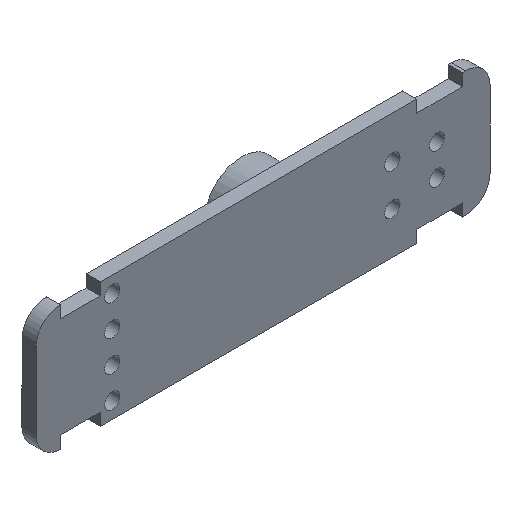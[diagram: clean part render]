
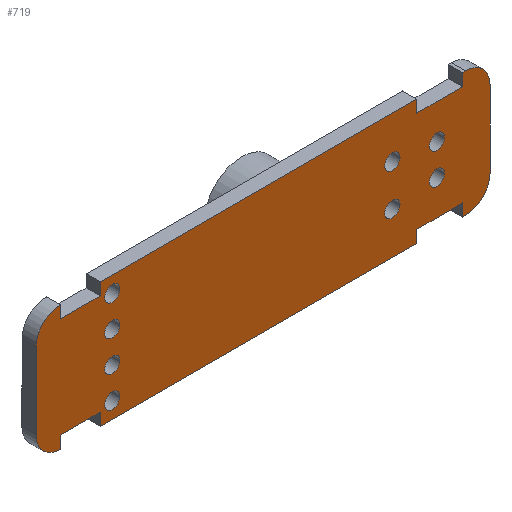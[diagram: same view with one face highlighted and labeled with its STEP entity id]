
A CAD part, isometric view. The second image highlights one B-rep face of the part: STEP entity #719.
In plain terms, the highlighted planar face has unit normal (0, -1, 0).
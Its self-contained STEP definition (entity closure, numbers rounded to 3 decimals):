
#23=FACE_BOUND('',#129,.T.);
#24=FACE_BOUND('',#130,.T.);
#25=FACE_BOUND('',#131,.T.);
#26=FACE_BOUND('',#132,.T.);
#27=FACE_BOUND('',#133,.T.);
#28=FACE_BOUND('',#134,.T.);
#29=FACE_BOUND('',#135,.T.);
#30=FACE_BOUND('',#136,.T.);
#51=PLANE('',#802);
#85=FACE_OUTER_BOUND('',#128,.T.);
#128=EDGE_LOOP('',(#608,#609,#610,#611,#612,#613,#614,#615,#616,#617,#618,
#619,#620,#621,#622,#623,#624,#625,#626,#627,#628,#629));
#129=EDGE_LOOP('',(#630));
#130=EDGE_LOOP('',(#631));
#131=EDGE_LOOP('',(#632));
#132=EDGE_LOOP('',(#633));
#133=EDGE_LOOP('',(#634));
#134=EDGE_LOOP('',(#635));
#135=EDGE_LOOP('',(#636));
#136=EDGE_LOOP('',(#637));
#146=LINE('',#1051,#213);
#150=LINE('',#1059,#217);
#153=LINE('',#1065,#220);
#156=LINE('',#1071,#223);
#159=LINE('',#1077,#226);
#162=LINE('',#1083,#229);
#165=LINE('',#1089,#232);
#168=LINE('',#1095,#235);
#172=LINE('',#1107,#239);
#176=LINE('',#1119,#243);
#179=LINE('',#1125,#246);
#182=LINE('',#1131,#249);
#185=LINE('',#1137,#252);
#188=LINE('',#1143,#255);
#191=LINE('',#1149,#258);
#194=LINE('',#1155,#261);
#197=LINE('',#1161,#264);
#201=LINE('',#1173,#268);
#213=VECTOR('',#872,10.);
#217=VECTOR('',#878,10.);
#220=VECTOR('',#883,10.);
#223=VECTOR('',#888,10.);
#226=VECTOR('',#893,10.);
#229=VECTOR('',#898,10.);
#232=VECTOR('',#903,10.);
#235=VECTOR('',#908,10.);
#239=VECTOR('',#920,10.);
#243=VECTOR('',#932,10.);
#246=VECTOR('',#937,10.);
#249=VECTOR('',#942,10.);
#252=VECTOR('',#947,10.);
#255=VECTOR('',#952,10.);
#258=VECTOR('',#957,10.);
#261=VECTOR('',#962,10.);
#264=VECTOR('',#967,10.);
#268=VECTOR('',#979,10.);
#274=CIRCLE('',#749,0.625);
#276=CIRCLE('',#752,0.625);
#278=CIRCLE('',#755,0.625);
#280=CIRCLE('',#758,0.625);
#282=CIRCLE('',#761,0.625);
#284=CIRCLE('',#764,0.625);
#286=CIRCLE('',#767,0.625);
#288=CIRCLE('',#770,0.625);
#289=CIRCLE('',#780,2.);
#291=CIRCLE('',#784,2.);
#293=CIRCLE('',#795,2.);
#295=CIRCLE('',#799,2.);
#300=VERTEX_POINT('',#1003);
#302=VERTEX_POINT('',#1009);
#304=VERTEX_POINT('',#1015);
#306=VERTEX_POINT('',#1021);
#308=VERTEX_POINT('',#1027);
#310=VERTEX_POINT('',#1033);
#312=VERTEX_POINT('',#1039);
#314=VERTEX_POINT('',#1045);
#315=VERTEX_POINT('',#1049);
#316=VERTEX_POINT('',#1050);
#319=VERTEX_POINT('',#1058);
#321=VERTEX_POINT('',#1064);
#323=VERTEX_POINT('',#1070);
#325=VERTEX_POINT('',#1076);
#327=VERTEX_POINT('',#1082);
#329=VERTEX_POINT('',#1088);
#331=VERTEX_POINT('',#1094);
#333=VERTEX_POINT('',#1100);
#335=VERTEX_POINT('',#1106);
#337=VERTEX_POINT('',#1112);
#339=VERTEX_POINT('',#1118);
#341=VERTEX_POINT('',#1124);
#343=VERTEX_POINT('',#1130);
#345=VERTEX_POINT('',#1136);
#347=VERTEX_POINT('',#1142);
#349=VERTEX_POINT('',#1148);
#351=VERTEX_POINT('',#1154);
#353=VERTEX_POINT('',#1160);
#355=VERTEX_POINT('',#1166);
#357=VERTEX_POINT('',#1172);
#364=EDGE_CURVE('',#300,#300,#274,.T.);
#367=EDGE_CURVE('',#302,#302,#276,.T.);
#370=EDGE_CURVE('',#304,#304,#278,.T.);
#373=EDGE_CURVE('',#306,#306,#280,.T.);
#376=EDGE_CURVE('',#308,#308,#282,.T.);
#379=EDGE_CURVE('',#310,#310,#284,.T.);
#382=EDGE_CURVE('',#312,#312,#286,.T.);
#385=EDGE_CURVE('',#314,#314,#288,.T.);
#386=EDGE_CURVE('',#315,#316,#146,.T.);
#390=EDGE_CURVE('',#319,#315,#150,.T.);
#393=EDGE_CURVE('',#321,#319,#153,.T.);
#396=EDGE_CURVE('',#323,#321,#156,.T.);
#399=EDGE_CURVE('',#325,#323,#159,.T.);
#402=EDGE_CURVE('',#327,#325,#162,.T.);
#405=EDGE_CURVE('',#329,#327,#165,.T.);
#408=EDGE_CURVE('',#331,#329,#168,.T.);
#411=EDGE_CURVE('',#333,#331,#289,.T.);
#414=EDGE_CURVE('',#335,#333,#172,.T.);
#417=EDGE_CURVE('',#337,#335,#291,.T.);
#420=EDGE_CURVE('',#339,#337,#176,.T.);
#423=EDGE_CURVE('',#341,#339,#179,.T.);
#426=EDGE_CURVE('',#343,#341,#182,.T.);
#429=EDGE_CURVE('',#345,#343,#185,.T.);
#432=EDGE_CURVE('',#347,#345,#188,.T.);
#435=EDGE_CURVE('',#349,#347,#191,.T.);
#438=EDGE_CURVE('',#351,#349,#194,.T.);
#441=EDGE_CURVE('',#353,#351,#197,.T.);
#444=EDGE_CURVE('',#355,#353,#293,.T.);
#447=EDGE_CURVE('',#357,#355,#201,.T.);
#450=EDGE_CURVE('',#316,#357,#295,.T.);
#608=ORIENTED_EDGE('',*,*,#450,.F.);
#609=ORIENTED_EDGE('',*,*,#386,.F.);
#610=ORIENTED_EDGE('',*,*,#390,.F.);
#611=ORIENTED_EDGE('',*,*,#393,.F.);
#612=ORIENTED_EDGE('',*,*,#396,.F.);
#613=ORIENTED_EDGE('',*,*,#399,.F.);
#614=ORIENTED_EDGE('',*,*,#402,.F.);
#615=ORIENTED_EDGE('',*,*,#405,.F.);
#616=ORIENTED_EDGE('',*,*,#408,.F.);
#617=ORIENTED_EDGE('',*,*,#411,.F.);
#618=ORIENTED_EDGE('',*,*,#414,.F.);
#619=ORIENTED_EDGE('',*,*,#417,.F.);
#620=ORIENTED_EDGE('',*,*,#420,.F.);
#621=ORIENTED_EDGE('',*,*,#423,.F.);
#622=ORIENTED_EDGE('',*,*,#426,.F.);
#623=ORIENTED_EDGE('',*,*,#429,.F.);
#624=ORIENTED_EDGE('',*,*,#432,.F.);
#625=ORIENTED_EDGE('',*,*,#435,.F.);
#626=ORIENTED_EDGE('',*,*,#438,.F.);
#627=ORIENTED_EDGE('',*,*,#441,.F.);
#628=ORIENTED_EDGE('',*,*,#444,.F.);
#629=ORIENTED_EDGE('',*,*,#447,.F.);
#630=ORIENTED_EDGE('',*,*,#385,.F.);
#631=ORIENTED_EDGE('',*,*,#382,.F.);
#632=ORIENTED_EDGE('',*,*,#379,.F.);
#633=ORIENTED_EDGE('',*,*,#376,.F.);
#634=ORIENTED_EDGE('',*,*,#373,.F.);
#635=ORIENTED_EDGE('',*,*,#370,.F.);
#636=ORIENTED_EDGE('',*,*,#367,.F.);
#637=ORIENTED_EDGE('',*,*,#364,.F.);
#719=ADVANCED_FACE('',(#85,#23,#24,#25,#26,#27,#28,#29,#30),#51,.F.);
#749=AXIS2_PLACEMENT_3D('',#1005,#819,#820);
#752=AXIS2_PLACEMENT_3D('',#1011,#826,#827);
#755=AXIS2_PLACEMENT_3D('',#1017,#833,#834);
#758=AXIS2_PLACEMENT_3D('',#1023,#840,#841);
#761=AXIS2_PLACEMENT_3D('',#1029,#847,#848);
#764=AXIS2_PLACEMENT_3D('',#1035,#854,#855);
#767=AXIS2_PLACEMENT_3D('',#1041,#861,#862);
#770=AXIS2_PLACEMENT_3D('',#1047,#868,#869);
#780=AXIS2_PLACEMENT_3D('',#1101,#913,#914);
#784=AXIS2_PLACEMENT_3D('',#1113,#925,#926);
#795=AXIS2_PLACEMENT_3D('',#1167,#972,#973);
#799=AXIS2_PLACEMENT_3D('',#1178,#984,#985);
#802=AXIS2_PLACEMENT_3D('',#1181,#990,#991);
#819=DIRECTION('center_axis',(0.,-1.,0.));
#820=DIRECTION('ref_axis',(1.,0.,0.));
#826=DIRECTION('center_axis',(0.,-1.,0.));
#827=DIRECTION('ref_axis',(1.,0.,0.));
#833=DIRECTION('center_axis',(0.,-1.,0.));
#834=DIRECTION('ref_axis',(1.,0.,0.));
#840=DIRECTION('center_axis',(0.,-1.,0.));
#841=DIRECTION('ref_axis',(1.,0.,0.));
#847=DIRECTION('center_axis',(0.,-1.,0.));
#848=DIRECTION('ref_axis',(1.,0.,0.));
#854=DIRECTION('center_axis',(0.,-1.,0.));
#855=DIRECTION('ref_axis',(1.,0.,0.));
#861=DIRECTION('center_axis',(0.,-1.,0.));
#862=DIRECTION('ref_axis',(1.,0.,0.));
#868=DIRECTION('center_axis',(0.,-1.,0.));
#869=DIRECTION('ref_axis',(1.,0.,0.));
#872=DIRECTION('',(1.,0.,0.));
#878=DIRECTION('',(0.,0.,1.));
#883=DIRECTION('',(1.,0.,0.));
#888=DIRECTION('',(0.,0.,-1.));
#893=DIRECTION('',(1.,0.,0.));
#898=DIRECTION('',(0.,0.,1.));
#903=DIRECTION('',(1.,0.,0.));
#908=DIRECTION('',(0.,0.,-1.));
#913=DIRECTION('center_axis',(0.,1.,0.));
#914=DIRECTION('ref_axis',(-1.,0.,0.));
#920=DIRECTION('',(0.,0.,1.));
#925=DIRECTION('center_axis',(0.,1.,0.));
#926=DIRECTION('ref_axis',(0.,0.,-1.));
#932=DIRECTION('',(0.,0.,-1.));
#937=DIRECTION('',(-1.,0.,0.));
#942=DIRECTION('',(0.,0.,1.));
#947=DIRECTION('',(-1.,0.,0.));
#952=DIRECTION('',(0.,0.,-1.));
#957=DIRECTION('',(-1.,0.,0.));
#962=DIRECTION('',(0.,0.,1.));
#967=DIRECTION('',(-1.,0.,0.));
#972=DIRECTION('center_axis',(0.,1.,0.));
#973=DIRECTION('ref_axis',(1.,0.,0.));
#979=DIRECTION('',(0.,0.,-1.));
#984=DIRECTION('center_axis',(0.,1.,0.));
#985=DIRECTION('ref_axis',(0.,0.,1.));
#990=DIRECTION('center_axis',(0.,1.,0.));
#991=DIRECTION('ref_axis',(0.,0.,1.));
#1003=CARTESIAN_POINT('',(5.625,0.,-8.935));
#1005=CARTESIAN_POINT('Origin',(6.25,0.,-8.935));
#1009=CARTESIAN_POINT('',(5.625,0.,-6.395));
#1011=CARTESIAN_POINT('Origin',(6.25,0.,-6.395));
#1015=CARTESIAN_POINT('',(5.625,0.,-3.855));
#1017=CARTESIAN_POINT('Origin',(6.25,0.,-3.855));
#1021=CARTESIAN_POINT('',(5.625,0.,-1.315));
#1023=CARTESIAN_POINT('Origin',(6.25,0.,-1.315));
#1027=CARTESIAN_POINT('',(32.225,0.,-6.4));
#1029=CARTESIAN_POINT('Origin',(32.85,0.,-6.4));
#1033=CARTESIAN_POINT('',(32.225,0.,-3.855));
#1035=CARTESIAN_POINT('Origin',(32.85,0.,-3.855));
#1039=CARTESIAN_POINT('',(28.575,0.,-6.8));
#1041=CARTESIAN_POINT('Origin',(29.2,0.,-6.8));
#1045=CARTESIAN_POINT('',(28.575,0.,-3.45));
#1047=CARTESIAN_POINT('Origin',(29.2,0.,-3.45));
#1049=CARTESIAN_POINT('',(34.95,0.,0.));
#1050=CARTESIAN_POINT('',(35.2,0.,0.));
#1051=CARTESIAN_POINT('',(34.95,0.,0.));
#1058=CARTESIAN_POINT('',(34.95,0.,-1.));
#1059=CARTESIAN_POINT('',(34.95,0.,-1.));
#1064=CARTESIAN_POINT('',(31.2,0.,-1.));
#1065=CARTESIAN_POINT('',(31.2,0.,-1.));
#1070=CARTESIAN_POINT('',(31.2,0.,0.));
#1071=CARTESIAN_POINT('',(31.2,0.,0.));
#1076=CARTESIAN_POINT('',(5.25,0.,0.));
#1077=CARTESIAN_POINT('',(5.25,0.,0.));
#1082=CARTESIAN_POINT('',(5.25,0.,-1.));
#1083=CARTESIAN_POINT('',(5.25,0.,-1.));
#1088=CARTESIAN_POINT('',(2.,0.,-1.));
#1089=CARTESIAN_POINT('',(2.,0.,-1.));
#1094=CARTESIAN_POINT('',(2.,0.,0.));
#1095=CARTESIAN_POINT('',(2.,0.,0.));
#1100=CARTESIAN_POINT('',(0.,0.,-2.));
#1101=CARTESIAN_POINT('Origin',(2.,0.,-2.));
#1106=CARTESIAN_POINT('',(0.,0.,-8.25));
#1107=CARTESIAN_POINT('',(0.,0.,-8.25));
#1112=CARTESIAN_POINT('',(2.,0.,-10.25));
#1113=CARTESIAN_POINT('Origin',(2.,0.,-8.25));
#1118=CARTESIAN_POINT('',(2.,0.,-9.25));
#1119=CARTESIAN_POINT('',(2.,0.,-9.25));
#1124=CARTESIAN_POINT('',(5.25,0.,-9.25));
#1125=CARTESIAN_POINT('',(5.25,0.,-9.25));
#1130=CARTESIAN_POINT('',(5.25,0.,-10.25));
#1131=CARTESIAN_POINT('',(5.25,0.,-10.25));
#1136=CARTESIAN_POINT('',(31.2,0.,-10.25));
#1137=CARTESIAN_POINT('',(31.2,0.,-10.25));
#1142=CARTESIAN_POINT('',(31.2,0.,-9.25));
#1143=CARTESIAN_POINT('',(31.2,0.,-9.25));
#1148=CARTESIAN_POINT('',(34.95,0.,-9.25));
#1149=CARTESIAN_POINT('',(34.95,0.,-9.25));
#1154=CARTESIAN_POINT('',(34.95,0.,-10.25));
#1155=CARTESIAN_POINT('',(34.95,0.,-10.25));
#1160=CARTESIAN_POINT('',(35.2,0.,-10.25));
#1161=CARTESIAN_POINT('',(35.2,0.,-10.25));
#1166=CARTESIAN_POINT('',(37.2,0.,-8.25));
#1167=CARTESIAN_POINT('Origin',(35.2,0.,-8.25));
#1172=CARTESIAN_POINT('',(37.2,0.,-2.));
#1173=CARTESIAN_POINT('',(37.2,0.,-2.));
#1178=CARTESIAN_POINT('Origin',(35.2,0.,-2.));
#1181=CARTESIAN_POINT('Origin',(18.6,0.,-5.125));
